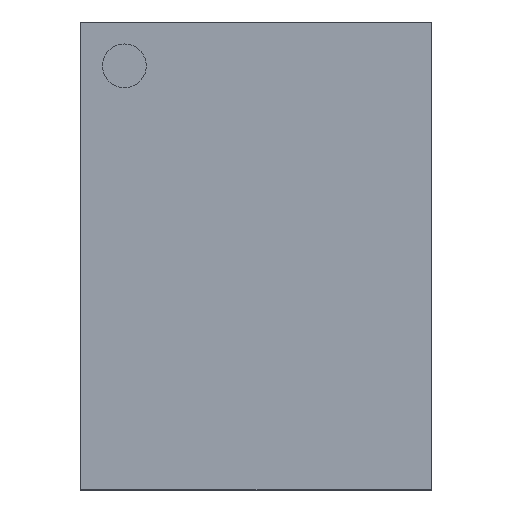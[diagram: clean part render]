
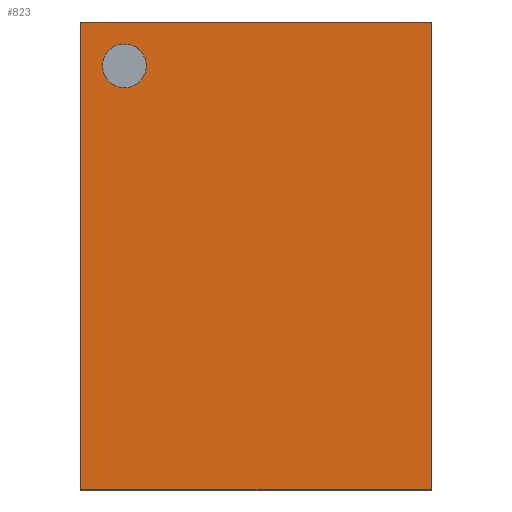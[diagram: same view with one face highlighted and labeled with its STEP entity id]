
A CAD part, top view. The second image highlights one B-rep face of the part: STEP entity #823.
In plain terms, the highlighted planar face has unit normal (0, 0, 1).
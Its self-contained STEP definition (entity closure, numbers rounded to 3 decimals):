
#634 = VERTEX_POINT('',#635);
#635 = CARTESIAN_POINT('',(-3.,-4.,1.));
#642 = PLANE('',#643);
#643 = AXIS2_PLACEMENT_3D('',#644,#645,#646);
#644 = CARTESIAN_POINT('',(-3.,-4.,0.35));
#645 = DIRECTION('',(1.,0.,0.));
#646 = DIRECTION('',(0.,0.,1.));
#654 = PLANE('',#655);
#655 = AXIS2_PLACEMENT_3D('',#656,#657,#658);
#656 = CARTESIAN_POINT('',(-3.,-4.,0.35));
#657 = DIRECTION('',(0.,1.,0.));
#658 = DIRECTION('',(0.,0.,1.));
#695 = VERTEX_POINT('',#696);
#696 = CARTESIAN_POINT('',(-3.,4.,1.));
#710 = PLANE('',#711);
#711 = AXIS2_PLACEMENT_3D('',#712,#713,#714);
#712 = CARTESIAN_POINT('',(-3.,4.,0.35));
#713 = DIRECTION('',(0.,1.,0.));
#714 = DIRECTION('',(0.,0.,1.));
#722 = EDGE_CURVE('',#634,#695,#723,.T.);
#723 = SURFACE_CURVE('',#724,(#728,#735),.PCURVE_S1.);
#724 = LINE('',#725,#726);
#725 = CARTESIAN_POINT('',(-3.,-4.,1.));
#726 = VECTOR('',#727,1.);
#727 = DIRECTION('',(0.,1.,0.));
#728 = PCURVE('',#642,#729);
#729 = DEFINITIONAL_REPRESENTATION('',(#730),#734);
#730 = LINE('',#731,#732);
#731 = CARTESIAN_POINT('',(0.65,0.));
#732 = VECTOR('',#733,1.);
#733 = DIRECTION('',(0.,-1.));
#734 = ( GEOMETRIC_REPRESENTATION_CONTEXT(2) 
PARAMETRIC_REPRESENTATION_CONTEXT() REPRESENTATION_CONTEXT('2D SPACE',''
  ) );
#735 = PCURVE('',#736,#741);
#736 = PLANE('',#737);
#737 = AXIS2_PLACEMENT_3D('',#738,#739,#740);
#738 = CARTESIAN_POINT('',(-3.,-4.,1.));
#739 = DIRECTION('',(0.,0.,1.));
#740 = DIRECTION('',(1.,0.,0.));
#741 = DEFINITIONAL_REPRESENTATION('',(#742),#746);
#742 = LINE('',#743,#744);
#743 = CARTESIAN_POINT('',(0.,0.));
#744 = VECTOR('',#745,1.);
#745 = DIRECTION('',(0.,1.));
#746 = ( GEOMETRIC_REPRESENTATION_CONTEXT(2) 
PARAMETRIC_REPRESENTATION_CONTEXT() REPRESENTATION_CONTEXT('2D SPACE',''
  ) );
#775 = EDGE_CURVE('',#634,#776,#778,.T.);
#776 = VERTEX_POINT('',#777);
#777 = CARTESIAN_POINT('',(3.,-4.,1.));
#778 = SURFACE_CURVE('',#779,(#783,#790),.PCURVE_S1.);
#779 = LINE('',#780,#781);
#780 = CARTESIAN_POINT('',(-3.,-4.,1.));
#781 = VECTOR('',#782,1.);
#782 = DIRECTION('',(1.,0.,0.));
#783 = PCURVE('',#654,#784);
#784 = DEFINITIONAL_REPRESENTATION('',(#785),#789);
#785 = LINE('',#786,#787);
#786 = CARTESIAN_POINT('',(0.65,0.));
#787 = VECTOR('',#788,1.);
#788 = DIRECTION('',(0.,1.));
#789 = ( GEOMETRIC_REPRESENTATION_CONTEXT(2) 
PARAMETRIC_REPRESENTATION_CONTEXT() REPRESENTATION_CONTEXT('2D SPACE',''
  ) );
#790 = PCURVE('',#736,#791);
#791 = DEFINITIONAL_REPRESENTATION('',(#792),#796);
#792 = LINE('',#793,#794);
#793 = CARTESIAN_POINT('',(0.,0.));
#794 = VECTOR('',#795,1.);
#795 = DIRECTION('',(1.,0.));
#796 = ( GEOMETRIC_REPRESENTATION_CONTEXT(2) 
PARAMETRIC_REPRESENTATION_CONTEXT() REPRESENTATION_CONTEXT('2D SPACE',''
  ) );
#812 = PLANE('',#813);
#813 = AXIS2_PLACEMENT_3D('',#814,#815,#816);
#814 = CARTESIAN_POINT('',(3.,-4.,0.35));
#815 = DIRECTION('',(1.,0.,0.));
#816 = DIRECTION('',(0.,0.,1.));
#823 = ADVANCED_FACE('',(#824,#872),#736,.T.);
#824 = FACE_BOUND('',#825,.T.);
#825 = EDGE_LOOP('',(#826,#827,#828,#851));
#826 = ORIENTED_EDGE('',*,*,#722,.F.);
#827 = ORIENTED_EDGE('',*,*,#775,.T.);
#828 = ORIENTED_EDGE('',*,*,#829,.T.);
#829 = EDGE_CURVE('',#776,#830,#832,.T.);
#830 = VERTEX_POINT('',#831);
#831 = CARTESIAN_POINT('',(3.,4.,1.));
#832 = SURFACE_CURVE('',#833,(#837,#844),.PCURVE_S1.);
#833 = LINE('',#834,#835);
#834 = CARTESIAN_POINT('',(3.,-4.,1.));
#835 = VECTOR('',#836,1.);
#836 = DIRECTION('',(0.,1.,0.));
#837 = PCURVE('',#736,#838);
#838 = DEFINITIONAL_REPRESENTATION('',(#839),#843);
#839 = LINE('',#840,#841);
#840 = CARTESIAN_POINT('',(6.,0.));
#841 = VECTOR('',#842,1.);
#842 = DIRECTION('',(0.,1.));
#843 = ( GEOMETRIC_REPRESENTATION_CONTEXT(2) 
PARAMETRIC_REPRESENTATION_CONTEXT() REPRESENTATION_CONTEXT('2D SPACE',''
  ) );
#844 = PCURVE('',#812,#845);
#845 = DEFINITIONAL_REPRESENTATION('',(#846),#850);
#846 = LINE('',#847,#848);
#847 = CARTESIAN_POINT('',(0.65,0.));
#848 = VECTOR('',#849,1.);
#849 = DIRECTION('',(0.,-1.));
#850 = ( GEOMETRIC_REPRESENTATION_CONTEXT(2) 
PARAMETRIC_REPRESENTATION_CONTEXT() REPRESENTATION_CONTEXT('2D SPACE',''
  ) );
#851 = ORIENTED_EDGE('',*,*,#852,.F.);
#852 = EDGE_CURVE('',#695,#830,#853,.T.);
#853 = SURFACE_CURVE('',#854,(#858,#865),.PCURVE_S1.);
#854 = LINE('',#855,#856);
#855 = CARTESIAN_POINT('',(-3.,4.,1.));
#856 = VECTOR('',#857,1.);
#857 = DIRECTION('',(1.,0.,0.));
#858 = PCURVE('',#736,#859);
#859 = DEFINITIONAL_REPRESENTATION('',(#860),#864);
#860 = LINE('',#861,#862);
#861 = CARTESIAN_POINT('',(0.,8.));
#862 = VECTOR('',#863,1.);
#863 = DIRECTION('',(1.,0.));
#864 = ( GEOMETRIC_REPRESENTATION_CONTEXT(2) 
PARAMETRIC_REPRESENTATION_CONTEXT() REPRESENTATION_CONTEXT('2D SPACE',''
  ) );
#865 = PCURVE('',#710,#866);
#866 = DEFINITIONAL_REPRESENTATION('',(#867),#871);
#867 = LINE('',#868,#869);
#868 = CARTESIAN_POINT('',(0.65,0.));
#869 = VECTOR('',#870,1.);
#870 = DIRECTION('',(0.,1.));
#871 = ( GEOMETRIC_REPRESENTATION_CONTEXT(2) 
PARAMETRIC_REPRESENTATION_CONTEXT() REPRESENTATION_CONTEXT('2D SPACE',''
  ) );
#872 = FACE_BOUND('',#873,.T.);
#873 = EDGE_LOOP('',(#874));
#874 = ORIENTED_EDGE('',*,*,#875,.F.);
#875 = EDGE_CURVE('',#876,#876,#878,.T.);
#876 = VERTEX_POINT('',#877);
#877 = CARTESIAN_POINT('',(-1.875,3.25,1.));
#878 = SURFACE_CURVE('',#879,(#884,#891),.PCURVE_S1.);
#879 = CIRCLE('',#880,0.375);
#880 = AXIS2_PLACEMENT_3D('',#881,#882,#883);
#881 = CARTESIAN_POINT('',(-2.25,3.25,1.));
#882 = DIRECTION('',(0.,0.,1.));
#883 = DIRECTION('',(1.,0.,0.));
#884 = PCURVE('',#736,#885);
#885 = DEFINITIONAL_REPRESENTATION('',(#886),#890);
#886 = CIRCLE('',#887,0.375);
#887 = AXIS2_PLACEMENT_2D('',#888,#889);
#888 = CARTESIAN_POINT('',(0.75,7.25));
#889 = DIRECTION('',(1.,0.));
#890 = ( GEOMETRIC_REPRESENTATION_CONTEXT(2) 
PARAMETRIC_REPRESENTATION_CONTEXT() REPRESENTATION_CONTEXT('2D SPACE',''
  ) );
#891 = PCURVE('',#892,#897);
#892 = CYLINDRICAL_SURFACE('',#893,0.375);
#893 = AXIS2_PLACEMENT_3D('',#894,#895,#896);
#894 = CARTESIAN_POINT('',(-2.25,3.25,0.9));
#895 = DIRECTION('',(0.,0.,1.));
#896 = DIRECTION('',(1.,0.,0.));
#897 = DEFINITIONAL_REPRESENTATION('',(#898),#902);
#898 = LINE('',#899,#900);
#899 = CARTESIAN_POINT('',(0.,0.1));
#900 = VECTOR('',#901,1.);
#901 = DIRECTION('',(1.,0.));
#902 = ( GEOMETRIC_REPRESENTATION_CONTEXT(2) 
PARAMETRIC_REPRESENTATION_CONTEXT() REPRESENTATION_CONTEXT('2D SPACE',''
  ) );
